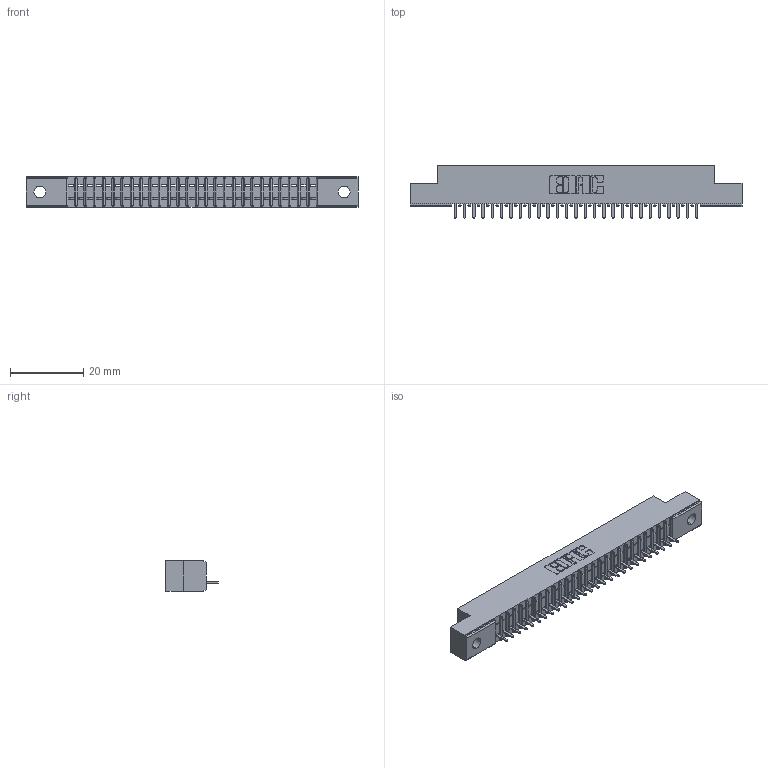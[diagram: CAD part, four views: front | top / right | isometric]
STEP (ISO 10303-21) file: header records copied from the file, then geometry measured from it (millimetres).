
FILE_DESCRIPTION (( 'STEP AP203' ), '1' );
FILE_NAME ('341-027-520-102.STEP', '2018-08-06T18:59:33', ( '' ), ( '' ), 'SwSTEP 2.0', 'SolidWorks 2016', '' );
FILE_SCHEMA (( 'CONFIG_CONTROL_DESIGN' ));
Length unit declared in the file: inch
Products named in the file (3): 341-027-520-102; 341 Part_.128 (3.25) Dia Mounting Holes; 341-292-001_341-292-120
Assembly tree (28 placements, depth 2):
  341-027-520-102
    341 Part_.128 (3.25) Dia Mounting Holes
    341-292-001_341-292-120  x27
Bounding box: 90.81 x 14.27 x 8.38 mm (x, y, z)
Volume: 4923.7 mm3; surface area: 9013.5 mm2
Topology: 28 solids, 28 shells, 2330 faces, 6715 edges, 4310 vertices
Faces by surface type: plane 1445, cylinder 777, sphere 56, torus 52
Entity records: 33812 total; most frequent: CARTESIAN_POINT 5738, ORIENTED_EDGE 5726, DIRECTION 5551, EDGE_CURVE 2863, VECTOR 2297, LINE 2297, VERTEX_POINT 1814, AXIS2_PLACEMENT_3D 1627
